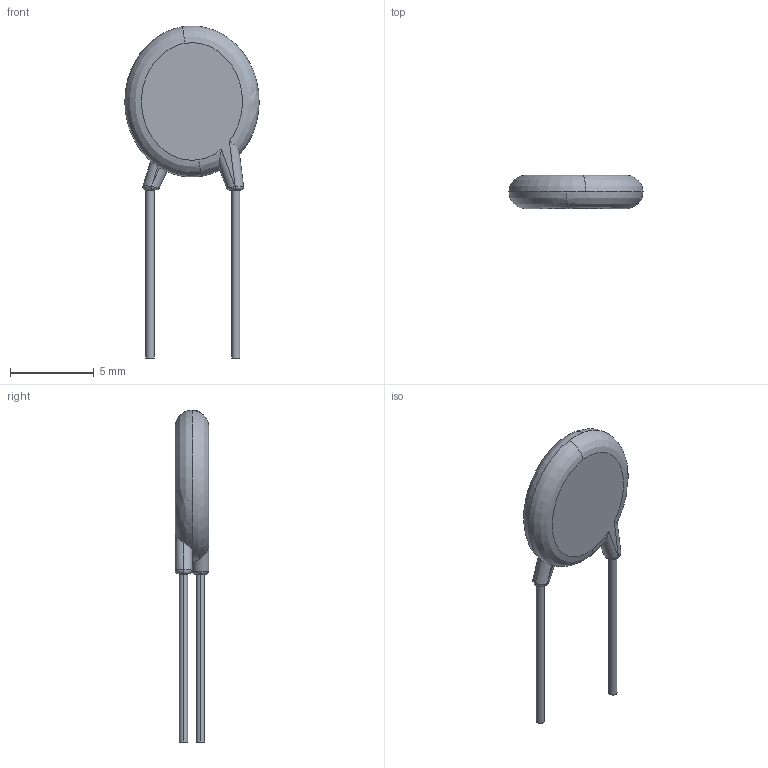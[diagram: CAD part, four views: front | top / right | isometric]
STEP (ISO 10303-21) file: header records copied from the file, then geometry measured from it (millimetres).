
FILE_DESCRIPTION (( 'STEP AP214' ), '1' );
FILE_NAME ('User Library-07D471K.STEP', '2022-02-23T14:59:09', ( '' ), ( '' ), 'SwSTEP 2.0', 'SolidWorks 2021', '' );
FILE_SCHEMA (( 'AUTOMOTIVE_DESIGN' ));
Length unit declared in the file: millimetre
Products named in the file (1): User Library-07D471K
Bounding box: 8 x 2 x 19.77 mm (x, y, z)
Volume: 109.3 mm3; surface area: 185.1 mm2
Topology: 2 solids, 2 shells, 35 faces, 82 edges, 52 vertices
Faces by surface type: bspline 14, cylinder 12, plane 9
Entity records: 2342 total; most frequent: CARTESIAN_POINT 1314, ORIENTED_EDGE 164, DIRECTION 102, EDGE_CURVE 82, VERTEX_POINT 52, B_SPLINE_CURVE_WITH_KNOTS 43, AXIS2_PLACEMENT_3D 42, EDGE_LOOP 36
